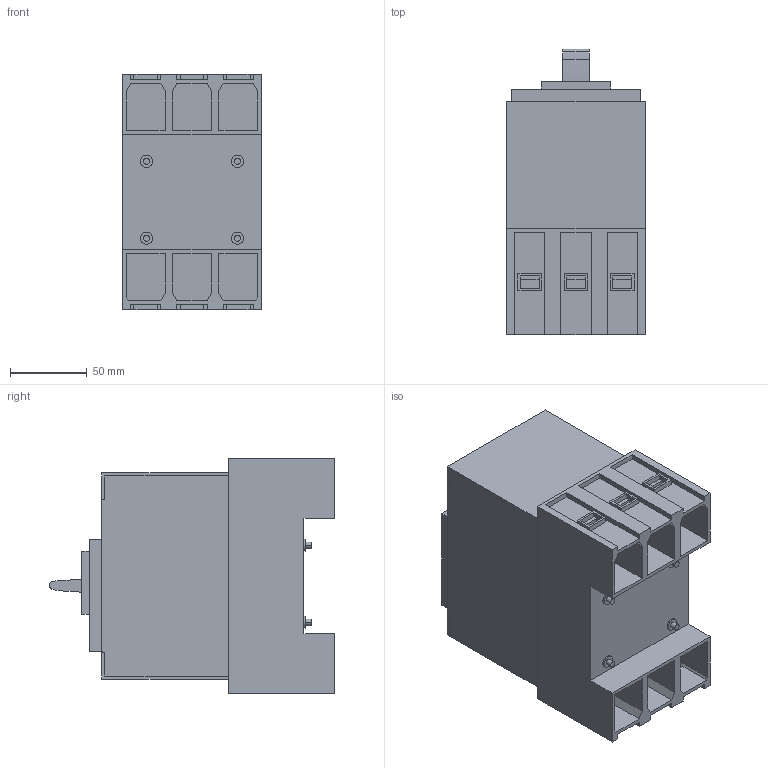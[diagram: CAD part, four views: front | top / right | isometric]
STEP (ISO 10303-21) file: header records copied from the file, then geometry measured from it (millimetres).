
FILE_DESCRIPTION(('CATIA V5 STEP Exchange'),'2;1');
FILE_NAME('1SDH001295R0200_1PA_001_00_XT2_3P_PLUG-IN_FIXING_50MM.stp','2014-11-11T15:23:18+00:00',('none'),('none'),'CATIA Version 5 Release 20 SP 1 (IN-10)','CATIA V5 STEP AP214','none');
FILE_SCHEMA(('AUTOMOTIVE_DESIGN { 1 0 10303 214 1 1 1 1 }'));
Length unit declared in the file: millimetre
Products named in the file (1): 1SDH001295R0200_1PA_001_00_XT2_3P_PLUG-IN_FIXING_50MM
Bounding box: 90 x 185.56 x 153 mm (x, y, z)
Volume: 1684388 mm3; surface area: 190004.6 mm2
Topology: 4 solids, 4 shells, 216 faces, 576 edges, 384 vertices
Faces by surface type: plane 195, cylinder 21
Entity records: 6336 total; most frequent: ORIENTED_EDGE 1152, CARTESIAN_POINT 1089, DIRECTION 832, EDGE_CURVE 576, VECTOR 534, LINE 534, VERTEX_POINT 384, EDGE_LOOP 244
